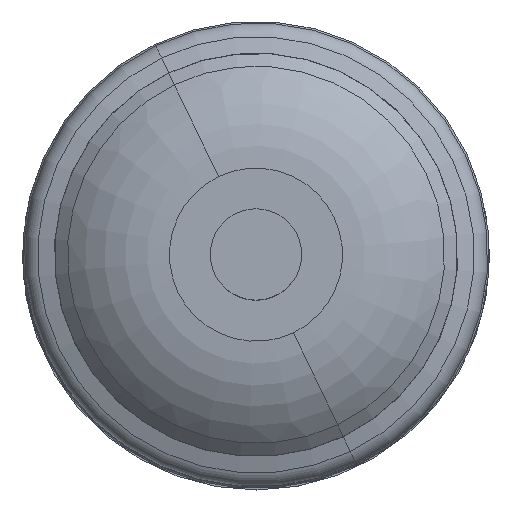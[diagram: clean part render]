
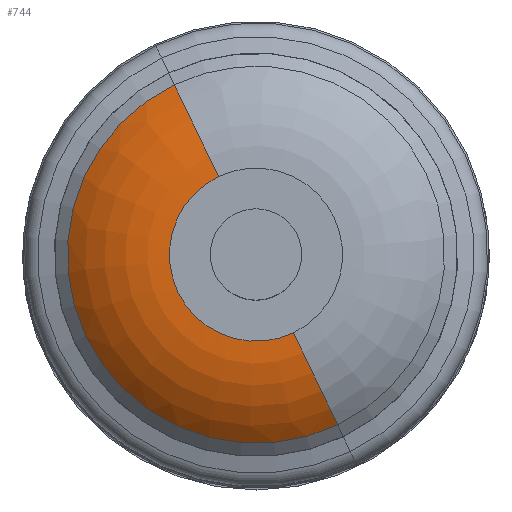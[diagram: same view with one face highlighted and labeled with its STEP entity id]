
A CAD part, top view. The second image highlights one B-rep face of the part: STEP entity #744.
In plain terms, the highlighted toroidal (fillet/blend) face has major radius 14.972 mm and minor radius 25.4 mm.
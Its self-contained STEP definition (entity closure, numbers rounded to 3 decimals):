
#32 = CARTESIAN_POINT ( 'NONE',  ( 6.473, -13.5, 151.7 ) ) ;
#78 = CIRCLE ( 'NONE', #955, 14.972 ) ;
#136 = VERTEX_POINT ( 'NONE', #1472 ) ;
#176 = ORIENTED_EDGE ( 'NONE', *, *, #339, .T. ) ;
#245 = FACE_OUTER_BOUND ( 'NONE', #1215, .T. ) ;
#249 = VERTEX_POINT ( 'NONE', #436 ) ;
#277 = CARTESIAN_POINT ( 'NONE',  ( 0., 0., 151.7 ) ) ;
#307 = EDGE_CURVE ( 'NONE', #326, #671, #1035, .T. ) ;
#311 = DIRECTION ( 'NONE',  ( -0.902, -0.432, 0. ) ) ;
#326 = VERTEX_POINT ( 'NONE', #1187 ) ;
#339 = EDGE_CURVE ( 'NONE', #249, #136, #78, .T. ) ;
#345 = AXIS2_PLACEMENT_3D ( 'NONE', #1061, #352, #1317 ) ;
#352 = DIRECTION ( 'NONE',  ( 0., 0., -1. ) ) ;
#436 = CARTESIAN_POINT ( 'NONE',  ( 6.473, -13.5, 177.1 ) ) ;
#437 = AXIS2_PLACEMENT_3D ( 'NONE', #32, #1460, #636 ) ;
#447 = EDGE_CURVE ( 'NONE', #249, #326, #1092, .T. ) ;
#556 = ORIENTED_EDGE ( 'NONE', *, *, #307, .F. ) ;
#621 = TOROIDAL_SURFACE ( 'NONE', #1481, 14.972, 25.4 ) ;
#636 = DIRECTION ( 'NONE',  ( -0.432, 0.902, 0. ) ) ;
#637 = CARTESIAN_POINT ( 'NONE',  ( -14.101, 29.41, 169.971 ) ) ;
#658 = DIRECTION ( 'NONE',  ( 0.432, -0.902, 0. ) ) ;
#671 = VERTEX_POINT ( 'NONE', #637 ) ;
#714 = DIRECTION ( 'NONE',  ( 0., 0., -1. ) ) ;
#735 = ORIENTED_EDGE ( 'NONE', *, *, #447, .F. ) ;
#744 = ADVANCED_FACE ( 'NONE', ( #245 ), #621, .T. ) ;
#767 = DIRECTION ( 'NONE',  ( 0., 0., -1. ) ) ;
#870 = CIRCLE ( 'NONE', #919, 25.4 ) ;
#919 = AXIS2_PLACEMENT_3D ( 'NONE', #1135, #311, #658 ) ;
#949 = CARTESIAN_POINT ( 'NONE',  ( 0., 0., 177.1 ) ) ;
#955 = AXIS2_PLACEMENT_3D ( 'NONE', #949, #714, #958 ) ;
#958 = DIRECTION ( 'NONE',  ( 0.432, -0.902, 0. ) ) ;
#1035 = CIRCLE ( 'NONE', #345, 32.616 ) ;
#1061 = CARTESIAN_POINT ( 'NONE',  ( 0., 0., 169.971 ) ) ;
#1092 = CIRCLE ( 'NONE', #437, 25.4 ) ;
#1135 = CARTESIAN_POINT ( 'NONE',  ( -6.473, 13.5, 151.7 ) ) ;
#1162 = ORIENTED_EDGE ( 'NONE', *, *, #1234, .T. ) ;
#1187 = CARTESIAN_POINT ( 'NONE',  ( 14.101, -29.41, 169.971 ) ) ;
#1215 = EDGE_LOOP ( 'NONE', ( #176, #1162, #556, #735 ) ) ;
#1229 = DIRECTION ( 'NONE',  ( 0.432, -0.902, 0. ) ) ;
#1234 = EDGE_CURVE ( 'NONE', #136, #671, #870, .T. ) ;
#1317 = DIRECTION ( 'NONE',  ( 0.432, -0.902, 0. ) ) ;
#1460 = DIRECTION ( 'NONE',  ( 0.902, 0.432, 0. ) ) ;
#1472 = CARTESIAN_POINT ( 'NONE',  ( -6.473, 13.5, 177.1 ) ) ;
#1481 = AXIS2_PLACEMENT_3D ( 'NONE', #277, #767, #1229 ) ;
